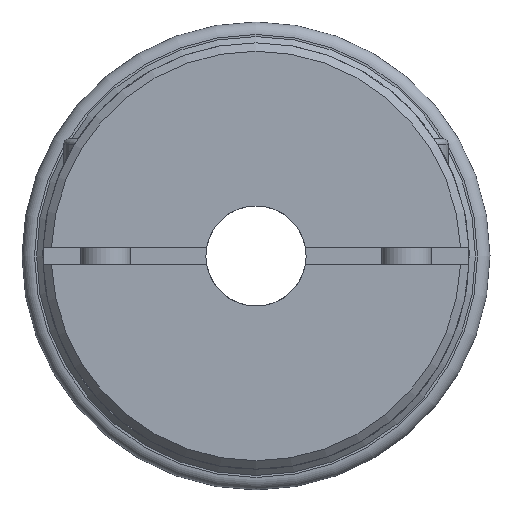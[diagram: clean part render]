
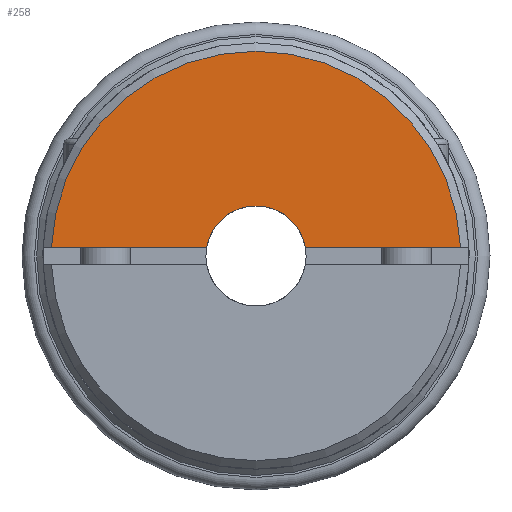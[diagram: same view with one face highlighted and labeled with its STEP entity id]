
A CAD part, left-side view. The second image highlights one B-rep face of the part: STEP entity #258.
In plain terms, the highlighted planar face has unit normal (-1, 0, 0).
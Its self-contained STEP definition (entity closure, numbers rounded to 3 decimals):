
#258 = ADVANCED_FACE( '', ( #650 ), #651, .T. );
#650 = FACE_OUTER_BOUND( '', #1213, .T. );
#651 = PLANE( '', #1214 );
#1213 = EDGE_LOOP( '', ( #1919, #1920, #1921, #1922 ) );
#1214 = AXIS2_PLACEMENT_3D( '', #1923, #1924, #1925 );
#1919 = ORIENTED_EDGE( '', *, *, #2920, .T. );
#1920 = ORIENTED_EDGE( '', *, *, #2921, .T. );
#1921 = ORIENTED_EDGE( '', *, *, #2922, .T. );
#1922 = ORIENTED_EDGE( '', *, *, #2923, .F. );
#1923 = CARTESIAN_POINT( '', ( -20.5, 0., 24.5 ) );
#1924 = DIRECTION( '', ( -1., 0., 0. ) );
#1925 = DIRECTION( '', ( 0., -1., 0. ) );
#2920 = EDGE_CURVE( '', #3440, #3441, #3442, .T. );
#2921 = EDGE_CURVE( '', #3441, #3443, #3444, .F. );
#2922 = EDGE_CURVE( '', #3443, #3445, #3446, .T. );
#2923 = EDGE_CURVE( '', #3440, #3445, #3447, .T. );
#3440 = VERTEX_POINT( '', #4312 );
#3441 = VERTEX_POINT( '', #4313 );
#3442 = LINE( '', #4314, #4315 );
#3443 = VERTEX_POINT( '', #4316 );
#3444 = CIRCLE( '', #4317, 6. );
#3445 = VERTEX_POINT( '', #4318 );
#3446 = LINE( '', #4319, #4320 );
#3447 = CIRCLE( '', #4321, 24.5 );
#4312 = CARTESIAN_POINT( '', ( -20.5, 24.48, 1. ) );
#4313 = CARTESIAN_POINT( '', ( -20.5, 5.916, 1. ) );
#4314 = CARTESIAN_POINT( '', ( -20.5, 0., 1. ) );
#4315 = VECTOR( '', #5294, 1000. );
#4316 = CARTESIAN_POINT( '', ( -20.5, -5.916, 1. ) );
#4317 = AXIS2_PLACEMENT_3D( '', #5295, #5296, #5297 );
#4318 = CARTESIAN_POINT( '', ( -20.5, -24.48, 1. ) );
#4319 = CARTESIAN_POINT( '', ( -20.5, 0., 1. ) );
#4320 = VECTOR( '', #5298, 1000. );
#4321 = AXIS2_PLACEMENT_3D( '', #5299, #5300, #5301 );
#5294 = DIRECTION( '', ( 0., -1., 0. ) );
#5295 = CARTESIAN_POINT( '', ( -20.5, 0., 0. ) );
#5296 = DIRECTION( '', ( -1., 0., 0. ) );
#5297 = DIRECTION( '', ( 0., 0., 1. ) );
#5298 = DIRECTION( '', ( 0., -1., 0. ) );
#5299 = CARTESIAN_POINT( '', ( -20.5, 0., 0. ) );
#5300 = DIRECTION( '', ( 1., 0., 0. ) );
#5301 = DIRECTION( '', ( 0., 0., 1. ) );
